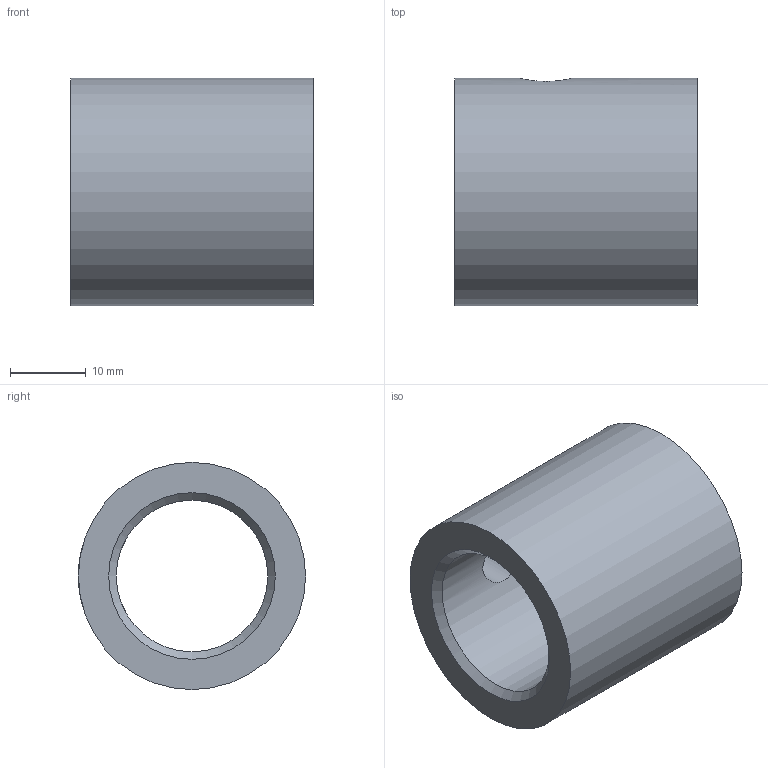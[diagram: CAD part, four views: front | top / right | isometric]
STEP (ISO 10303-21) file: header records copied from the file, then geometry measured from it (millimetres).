
FILE_DESCRIPTION(('FreeCAD Model'),'2;1');
FILE_NAME('Open CASCADE Shape Model','2024-02-25T22:40:48',(''),(''), 'Open CASCADE STEP processor 7.6','FreeCAD','Unknown');
FILE_SCHEMA(('AUTOMOTIVE_DESIGN { 1 0 10303 214 1 1 1 1 }'));
Length unit declared in the file: millimetre
Products named in the file (1): Body
Bounding box: 32 x 30 x 30 mm (x, y, z)
Volume: 12318 mm3; surface area: 5776.5 mm2
Topology: 1 solids, 1 shells, 7 faces, 17 edges, 10 vertices
Faces by surface type: cylinder 3, cone 2, plane 2
Full cylindrical faces by diameter (mm): 6.8 x1, 20 x1, 30 x1
Entity records: 433 total; most frequent: CARTESIAN_POINT 241, DIRECTION 35, ORIENTED_EDGE 34, EDGE_CURVE 17, AXIS2_PLACEMENT_3D 14, VERTEX_POINT 10, FACE_BOUND 9, EDGE_LOOP 9
